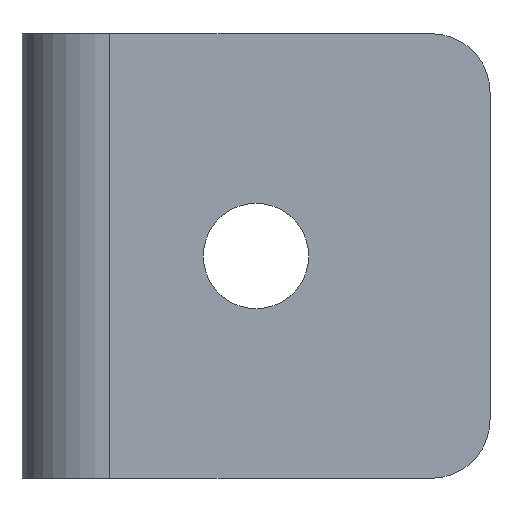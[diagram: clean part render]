
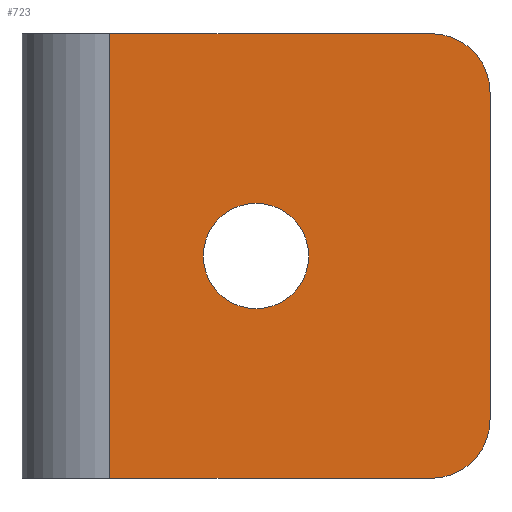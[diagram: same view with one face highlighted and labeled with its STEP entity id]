
A CAD part, front view. The second image highlights one B-rep face of the part: STEP entity #723.
In plain terms, the highlighted planar face has unit normal (0, -1, 0).
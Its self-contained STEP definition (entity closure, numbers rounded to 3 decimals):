
#20 = ORIENTED_EDGE ( 'NONE', *, *, #458, .F. ) ;
#21 = CARTESIAN_POINT ( 'NONE',  ( 40., 0., -19. ) ) ;
#28 = LINE ( 'NONE', #21, #435 ) ;
#49 = CARTESIAN_POINT ( 'NONE',  ( 35., 0., 19. ) ) ;
#58 = AXIS2_PLACEMENT_3D ( 'NONE', #102, #331, #550 ) ;
#76 = CIRCLE ( 'NONE', #728, 4.5 ) ;
#78 = DIRECTION ( 'NONE',  ( 1., 0., 0. ) ) ;
#92 = AXIS2_PLACEMENT_3D ( 'NONE', #279, #465, #115 ) ;
#96 = ORIENTED_EDGE ( 'NONE', *, *, #652, .T. ) ;
#102 = CARTESIAN_POINT ( 'NONE',  ( 20., 0., 0. ) ) ;
#111 = VERTEX_POINT ( 'NONE', #172 ) ;
#112 = EDGE_CURVE ( 'NONE', #156, #248, #182, .T. ) ;
#115 = DIRECTION ( 'NONE',  ( 1., 0., 0. ) ) ;
#122 = EDGE_CURVE ( 'NONE', #467, #433, #703, .T. ) ;
#127 = VECTOR ( 'NONE', #631, 1000. ) ;
#128 = CARTESIAN_POINT ( 'NONE',  ( 7.5, 0., 19. ) ) ;
#132 = CARTESIAN_POINT ( 'NONE',  ( 40., 0., -19. ) ) ;
#138 = DIRECTION ( 'NONE',  ( 0., 0., 1. ) ) ;
#156 = VERTEX_POINT ( 'NONE', #128 ) ;
#157 = EDGE_CURVE ( 'NONE', #248, #467, #186, .T. ) ;
#162 = VECTOR ( 'NONE', #619, 1000. ) ;
#166 = DIRECTION ( 'NONE',  ( 0., -1., 0. ) ) ;
#172 = CARTESIAN_POINT ( 'NONE',  ( 15.5, 0., 0. ) ) ;
#175 = VERTEX_POINT ( 'NONE', #583 ) ;
#182 = LINE ( 'NONE', #400, #162 ) ;
#186 = LINE ( 'NONE', #132, #127 ) ;
#227 = FACE_BOUND ( 'NONE', #368, .T. ) ;
#248 = VERTEX_POINT ( 'NONE', #565 ) ;
#259 = CARTESIAN_POINT ( 'NONE',  ( 35., 0., -19. ) ) ;
#274 = AXIS2_PLACEMENT_3D ( 'NONE', #579, #563, #620 ) ;
#279 = CARTESIAN_POINT ( 'NONE',  ( 35., 0., -14. ) ) ;
#296 = ORIENTED_EDGE ( 'NONE', *, *, #112, .T. ) ;
#327 = ORIENTED_EDGE ( 'NONE', *, *, #122, .T. ) ;
#331 = DIRECTION ( 'NONE',  ( 0., -1., 0. ) ) ;
#352 = ORIENTED_EDGE ( 'NONE', *, *, #615, .F. ) ;
#368 = EDGE_LOOP ( 'NONE', ( #352, #668 ) ) ;
#382 = CIRCLE ( 'NONE', #58, 4.5 ) ;
#386 = EDGE_CURVE ( 'NONE', #433, #442, #28, .T. ) ;
#389 = EDGE_LOOP ( 'NONE', ( #592, #327, #650, #96, #20, #296 ) ) ;
#396 = AXIS2_PLACEMENT_3D ( 'NONE', #750, #166, #636 ) ;
#400 = CARTESIAN_POINT ( 'NONE',  ( 7.5, 0., -19. ) ) ;
#416 = LINE ( 'NONE', #634, #469 ) ;
#431 = CARTESIAN_POINT ( 'NONE',  ( 20., 0., 0. ) ) ;
#433 = VERTEX_POINT ( 'NONE', #473 ) ;
#435 = VECTOR ( 'NONE', #138, 1000. ) ;
#442 = VERTEX_POINT ( 'NONE', #719 ) ;
#458 = EDGE_CURVE ( 'NONE', #156, #730, #416, .T. ) ;
#465 = DIRECTION ( 'NONE',  ( 0., -1., 0. ) ) ;
#467 = VERTEX_POINT ( 'NONE', #259 ) ;
#469 = VECTOR ( 'NONE', #78, 1000. ) ;
#473 = CARTESIAN_POINT ( 'NONE',  ( 40., 0., -14. ) ) ;
#488 = DIRECTION ( 'NONE',  ( 0., 0., -1. ) ) ;
#506 = EDGE_CURVE ( 'NONE', #111, #175, #76, .T. ) ;
#508 = PLANE ( 'NONE',  #396 ) ;
#550 = DIRECTION ( 'NONE',  ( 0., 0., -1. ) ) ;
#563 = DIRECTION ( 'NONE',  ( 0., -1., 0. ) ) ;
#565 = CARTESIAN_POINT ( 'NONE',  ( 7.5, 0., -19. ) ) ;
#579 = CARTESIAN_POINT ( 'NONE',  ( 35., 0., 14. ) ) ;
#583 = CARTESIAN_POINT ( 'NONE',  ( 24.5, 0., 0. ) ) ;
#589 = CIRCLE ( 'NONE', #274, 5. ) ;
#592 = ORIENTED_EDGE ( 'NONE', *, *, #157, .T. ) ;
#615 = EDGE_CURVE ( 'NONE', #175, #111, #382, .T. ) ;
#619 = DIRECTION ( 'NONE',  ( 0., 0., -1. ) ) ;
#620 = DIRECTION ( 'NONE',  ( 1., 0., 0. ) ) ;
#631 = DIRECTION ( 'NONE',  ( 1., 0., 0. ) ) ;
#634 = CARTESIAN_POINT ( 'NONE',  ( 40., 0., 19. ) ) ;
#636 = DIRECTION ( 'NONE',  ( 1., 0., 0. ) ) ;
#650 = ORIENTED_EDGE ( 'NONE', *, *, #386, .T. ) ;
#651 = DIRECTION ( 'NONE',  ( 0., -1., 0. ) ) ;
#652 = EDGE_CURVE ( 'NONE', #442, #730, #589, .T. ) ;
#668 = ORIENTED_EDGE ( 'NONE', *, *, #506, .F. ) ;
#674 = FACE_OUTER_BOUND ( 'NONE', #389, .T. ) ;
#703 = CIRCLE ( 'NONE', #92, 5. ) ;
#719 = CARTESIAN_POINT ( 'NONE',  ( 40., 0., 14. ) ) ;
#723 = ADVANCED_FACE ( 'NONE', ( #227, #674 ), #508, .T. ) ;
#728 = AXIS2_PLACEMENT_3D ( 'NONE', #431, #651, #488 ) ;
#730 = VERTEX_POINT ( 'NONE', #49 ) ;
#750 = CARTESIAN_POINT ( 'NONE',  ( 40., 0., -19. ) ) ;
